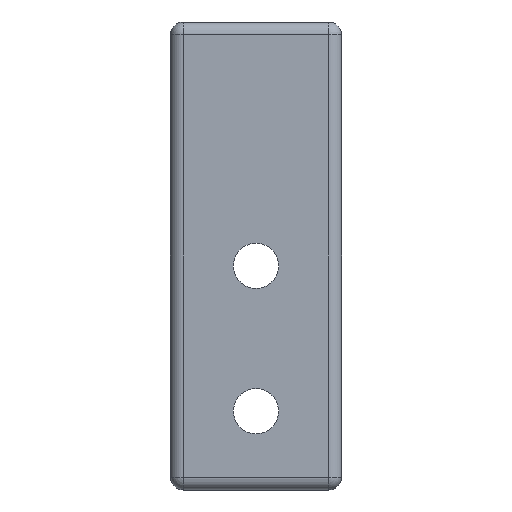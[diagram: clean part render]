
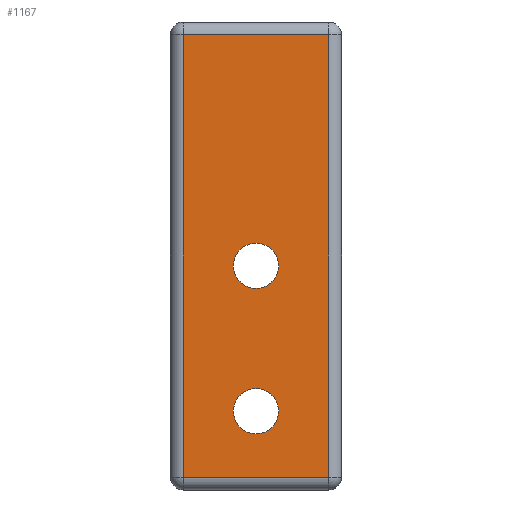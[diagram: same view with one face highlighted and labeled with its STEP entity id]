
A CAD part, front view. The second image highlights one B-rep face of the part: STEP entity #1167.
In plain terms, the highlighted planar face has unit normal (0, -1, 0).
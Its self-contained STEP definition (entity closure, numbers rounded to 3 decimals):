
#179 = CARTESIAN_POINT ( 'NONE',  ( 20., 0., -18.5 ) ) ;
#205 = EDGE_LOOP ( 'NONE', ( #2225, #548 ) ) ;
#247 = VECTOR ( 'NONE', #591, 1000. ) ;
#288 = PLANE ( 'NONE',  #2251 ) ;
#321 = EDGE_CURVE ( 'NONE', #2048, #4791, #1834, .T. ) ;
#548 = ORIENTED_EDGE ( 'NONE', *, *, #3504, .F. ) ;
#591 = DIRECTION ( 'NONE',  ( 0., 0., 1. ) ) ;
#711 = DIRECTION ( 'NONE',  ( -1., 0., 0. ) ) ;
#719 = CARTESIAN_POINT ( 'NONE',  ( 20., 0., -35.5 ) ) ;
#731 = DIRECTION ( 'NONE',  ( 0., 1., 0. ) ) ;
#733 = ORIENTED_EDGE ( 'NONE', *, *, #2870, .F. ) ;
#953 = CARTESIAN_POINT ( 'NONE',  ( 11.5, 0., -43.2 ) ) ;
#1104 = CARTESIAN_POINT ( 'NONE',  ( 20., 0., -35.5 ) ) ;
#1167 = ADVANCED_FACE ( 'NONE', ( #3216, #4850, #2661 ), #288, .F. ) ;
#1226 = ORIENTED_EDGE ( 'NONE', *, *, #3254, .F. ) ;
#1291 = EDGE_LOOP ( 'NONE', ( #3797, #1226, #3080, #5010 ) ) ;
#1440 = ORIENTED_EDGE ( 'NONE', *, *, #3503, .F. ) ;
#1501 = DIRECTION ( 'NONE',  ( 0., 0., 1. ) ) ;
#1509 = LINE ( 'NONE', #4317, #1956 ) ;
#1512 = CARTESIAN_POINT ( 'NONE',  ( 11.5, 0., 8.5 ) ) ;
#1807 = EDGE_CURVE ( 'NONE', #3684, #4875, #2953, .T. ) ;
#1834 = LINE ( 'NONE', #4578, #247 ) ;
#1866 = CARTESIAN_POINT ( 'NONE',  ( 20., 0., -43.2 ) ) ;
#1897 = DIRECTION ( 'NONE',  ( 0., -1., 0. ) ) ;
#1956 = VECTOR ( 'NONE', #4767, 1000. ) ;
#1999 = CARTESIAN_POINT ( 'NONE',  ( 28.5, 0., 0. ) ) ;
#2048 = VERTEX_POINT ( 'NONE', #953 ) ;
#2225 = ORIENTED_EDGE ( 'NONE', *, *, #1807, .F. ) ;
#2251 = AXIS2_PLACEMENT_3D ( 'NONE', #3064, #731, #4694 ) ;
#2362 = CIRCLE ( 'NONE', #2782, 2.65 ) ;
#2406 = VERTEX_POINT ( 'NONE', #4541 ) ;
#2599 = DIRECTION ( 'NONE',  ( 0., -1., 0. ) ) ;
#2661 = FACE_BOUND ( 'NONE', #205, .T. ) ;
#2711 = DIRECTION ( 'NONE',  ( 0., 0., 1. ) ) ;
#2782 = AXIS2_PLACEMENT_3D ( 'NONE', #719, #5144, #1501 ) ;
#2859 = AXIS2_PLACEMENT_3D ( 'NONE', #5169, #4277, #5205 ) ;
#2866 = AXIS2_PLACEMENT_3D ( 'NONE', #1104, #1897, #2711 ) ;
#2870 = EDGE_CURVE ( 'NONE', #2406, #2957, #3799, .T. ) ;
#2953 = CIRCLE ( 'NONE', #3466, 2.65 ) ;
#2957 = VERTEX_POINT ( 'NONE', #4022 ) ;
#2984 = VERTEX_POINT ( 'NONE', #5250 ) ;
#3064 = CARTESIAN_POINT ( 'NONE',  ( 20., 0., 0. ) ) ;
#3080 = ORIENTED_EDGE ( 'NONE', *, *, #5243, .F. ) ;
#3216 = FACE_OUTER_BOUND ( 'NONE', #1291, .T. ) ;
#3254 = EDGE_CURVE ( 'NONE', #2984, #4655, #4097, .T. ) ;
#3363 = VECTOR ( 'NONE', #4970, 1000. ) ;
#3466 = AXIS2_PLACEMENT_3D ( 'NONE', #179, #2599, #4268 ) ;
#3503 = EDGE_CURVE ( 'NONE', #2957, #2406, #2362, .T. ) ;
#3504 = EDGE_CURVE ( 'NONE', #4875, #3684, #4815, .T. ) ;
#3596 = CARTESIAN_POINT ( 'NONE',  ( 28.5, 0., -43.2 ) ) ;
#3684 = VERTEX_POINT ( 'NONE', #5246 ) ;
#3797 = ORIENTED_EDGE ( 'NONE', *, *, #4499, .F. ) ;
#3799 = CIRCLE ( 'NONE', #2866, 2.65 ) ;
#4022 = CARTESIAN_POINT ( 'NONE',  ( 20., 0., -38.15 ) ) ;
#4097 = LINE ( 'NONE', #1999, #3363 ) ;
#4268 = DIRECTION ( 'NONE',  ( 0., 0., 1. ) ) ;
#4277 = DIRECTION ( 'NONE',  ( 0., -1., 0. ) ) ;
#4317 = CARTESIAN_POINT ( 'NONE',  ( 20., 0., 8.5 ) ) ;
#4499 = EDGE_CURVE ( 'NONE', #4655, #2048, #5108, .T. ) ;
#4541 = CARTESIAN_POINT ( 'NONE',  ( 20., 0., -32.85 ) ) ;
#4578 = CARTESIAN_POINT ( 'NONE',  ( 11.5, 0., 0. ) ) ;
#4655 = VERTEX_POINT ( 'NONE', #3596 ) ;
#4694 = DIRECTION ( 'NONE',  ( 0., 0., 1. ) ) ;
#4767 = DIRECTION ( 'NONE',  ( 1., 0., 0. ) ) ;
#4791 = VERTEX_POINT ( 'NONE', #1512 ) ;
#4815 = CIRCLE ( 'NONE', #2859, 2.65 ) ;
#4818 = CARTESIAN_POINT ( 'NONE',  ( 20., 0., -21.15 ) ) ;
#4850 = FACE_BOUND ( 'NONE', #5160, .T. ) ;
#4875 = VERTEX_POINT ( 'NONE', #4818 ) ;
#4970 = DIRECTION ( 'NONE',  ( 0., 0., -1. ) ) ;
#5010 = ORIENTED_EDGE ( 'NONE', *, *, #321, .F. ) ;
#5108 = LINE ( 'NONE', #1866, #5211 ) ;
#5144 = DIRECTION ( 'NONE',  ( 0., -1., 0. ) ) ;
#5160 = EDGE_LOOP ( 'NONE', ( #733, #1440 ) ) ;
#5169 = CARTESIAN_POINT ( 'NONE',  ( 20., 0., -18.5 ) ) ;
#5205 = DIRECTION ( 'NONE',  ( 0., 0., 1. ) ) ;
#5211 = VECTOR ( 'NONE', #711, 1000. ) ;
#5243 = EDGE_CURVE ( 'NONE', #4791, #2984, #1509, .T. ) ;
#5246 = CARTESIAN_POINT ( 'NONE',  ( 20., 0., -15.85 ) ) ;
#5250 = CARTESIAN_POINT ( 'NONE',  ( 28.5, 0., 8.5 ) ) ;
